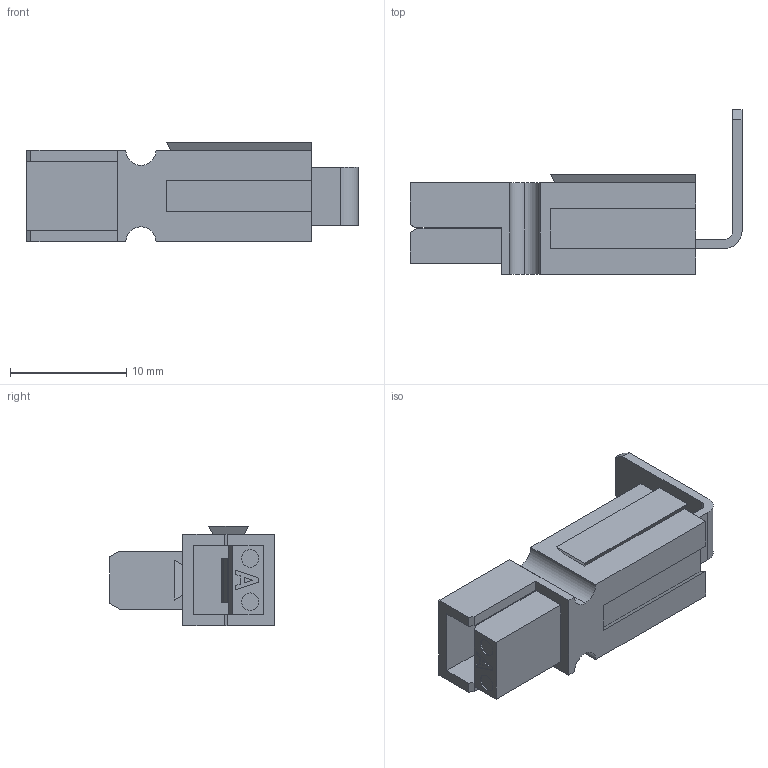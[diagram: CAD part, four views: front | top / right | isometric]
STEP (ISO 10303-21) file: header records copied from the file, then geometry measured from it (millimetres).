
FILE_DESCRIPTION (( 'STEP AP214' ), '1' );
FILE_NAME ('Anderson PP15-30-45 single bottom black.STEP', '2022-11-01T12:27:12', ( '' ), ( '' ), 'SwSTEP 2.0', 'SolidWorks 2021', '' );
FILE_SCHEMA (( 'AUTOMOTIVE_DESIGN' ));
Length unit declared in the file: inch
Products named in the file (3): Anderson PP15-30-45 one of each.STEP; Anderson PP15-30-45_Red - PCB Blade 1.STEP; Anderson PP15-30-45 single bottom black
Assembly tree (2 placements, depth 3):
  Anderson PP15-30-45 single bottom black
    Anderson PP15-30-45 one of each.STEP
      Anderson PP15-30-45_Red - PCB Blade 1.STEP
Bounding box: 28.6 x 14.2 x 8.6 mm (x, y, z)
Volume: 849.5 mm3; surface area: 1873.6 mm2
Topology: 3 solids, 3 shells, 96 faces, 256 edges, 170 vertices
Faces by surface type: plane 82, cylinder 14
Entity records: 3080 total; most frequent: CARTESIAN_POINT 528, ORIENTED_EDGE 512, DIRECTION 488, EDGE_CURVE 256, LINE 228, VECTOR 228, VERTEX_POINT 170, AXIS2_PLACEMENT_3D 130
